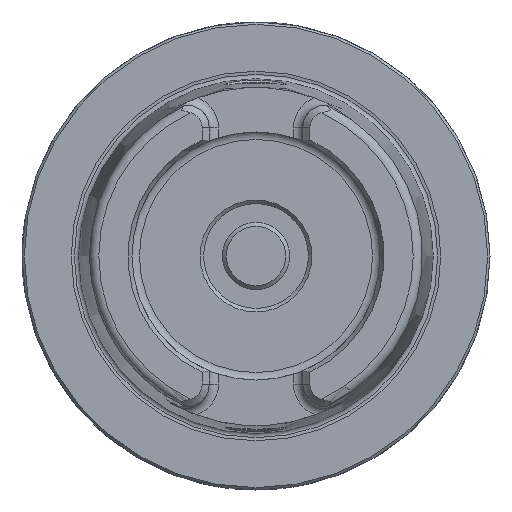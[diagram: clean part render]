
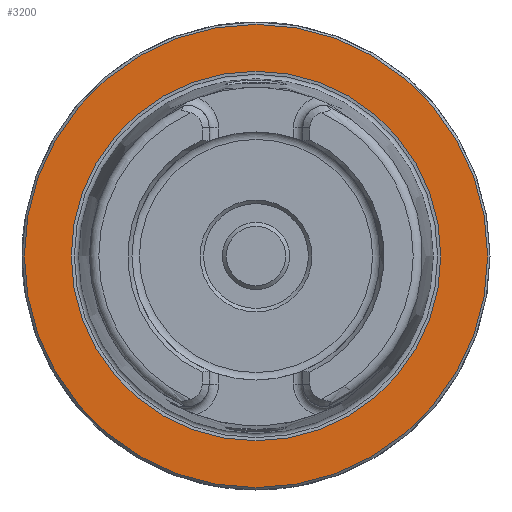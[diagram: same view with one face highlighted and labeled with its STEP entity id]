
A CAD part, left-side view. The second image highlights one B-rep face of the part: STEP entity #3200.
In plain terms, the highlighted planar face has unit normal (-1, 0, 0).
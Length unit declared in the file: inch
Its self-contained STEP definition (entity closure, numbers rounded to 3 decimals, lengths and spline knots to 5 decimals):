
#3166=CARTESIAN_POINT('',(0.0,1.94882,0.));
#3167=VERTEX_POINT('',#3166);
#3168=CARTESIAN_POINT('',(0.0,0.0,0.0));
#3169=DIRECTION('',(1.0,0.0,0.0));
#3170=DIRECTION('',(0.0,-1.0,0.0));
#3171=AXIS2_PLACEMENT_3D('',#3168,#3169,#3170);
#3172=CIRCLE('',#3171,1.94882);
#3173=EDGE_CURVE('',#3167,#3167,#3172,.T.);
#3181=CARTESIAN_POINT('',(0.0,0.98425,0.0));
#3182=DIRECTION('',(-1.0,0.0,0.0));
#3183=DIRECTION('',(0.0,0.0,1.0));
#3184=AXIS2_PLACEMENT_3D('',#3181,#3182,#3183);
#3185=PLANE('',#3184);
#3186=ORIENTED_EDGE('',*,*,#3173,.F.);
#3187=EDGE_LOOP('',(#3186));
#3188=FACE_OUTER_BOUND('',#3187,.T.);
#3189=CARTESIAN_POINT('',(0.0,1.55442,0.0));
#3190=VERTEX_POINT('',#3189);
#3191=CARTESIAN_POINT('',(0.0,0.0,0.0));
#3192=DIRECTION('',(1.0,0.0,0.0));
#3193=DIRECTION('',(0.0,1.0,0.0));
#3194=AXIS2_PLACEMENT_3D('',#3191,#3192,#3193);
#3195=CIRCLE('',#3194,1.55442);
#3196=EDGE_CURVE('',#3190,#3190,#3195,.T.);
#3197=ORIENTED_EDGE('',*,*,#3196,.T.);
#3198=EDGE_LOOP('',(#3197));
#3199=FACE_BOUND('',#3198,.T.);
#3200=ADVANCED_FACE('',(#3188,#3199),#3185,.T.);
